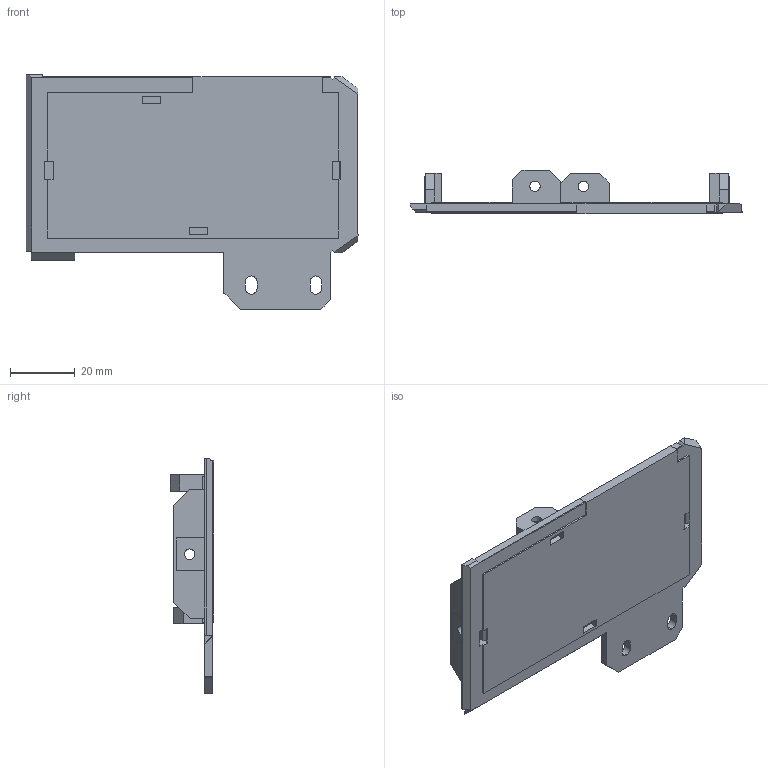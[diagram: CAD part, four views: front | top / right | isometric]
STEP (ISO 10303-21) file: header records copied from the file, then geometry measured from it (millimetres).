
FILE_DESCRIPTION (( 'STEP AP214' ), '1' );
FILE_NAME ('PSU-cover-MK3_bottom.step', '2018-05-02T22:15:10', ( '' ), ( '' ), 'SwSTEP 2.0', 'SolidWorks 2017', '' );
FILE_SCHEMA (( 'AUTOMOTIVE_DESIGN' ));
Length unit declared in the file: millimetre
Products named in the file (1): PSU-cover-MK3_bottom
Bounding box: 102.6 x 13.5 x 72.5 mm (x, y, z)
Volume: 22034.6 mm3; surface area: 16498.3 mm2
Topology: 1 solids, 1 shells, 218 faces, 629 edges, 418 vertices
Faces by surface type: plane 177, cylinder 32, bspline 9
Entity records: 7637 total; most frequent: CARTESIAN_POINT 1827, ORIENTED_EDGE 1258, DIRECTION 1095, EDGE_CURVE 629, LINE 547, VECTOR 547, VERTEX_POINT 418, AXIS2_PLACEMENT_3D 274
